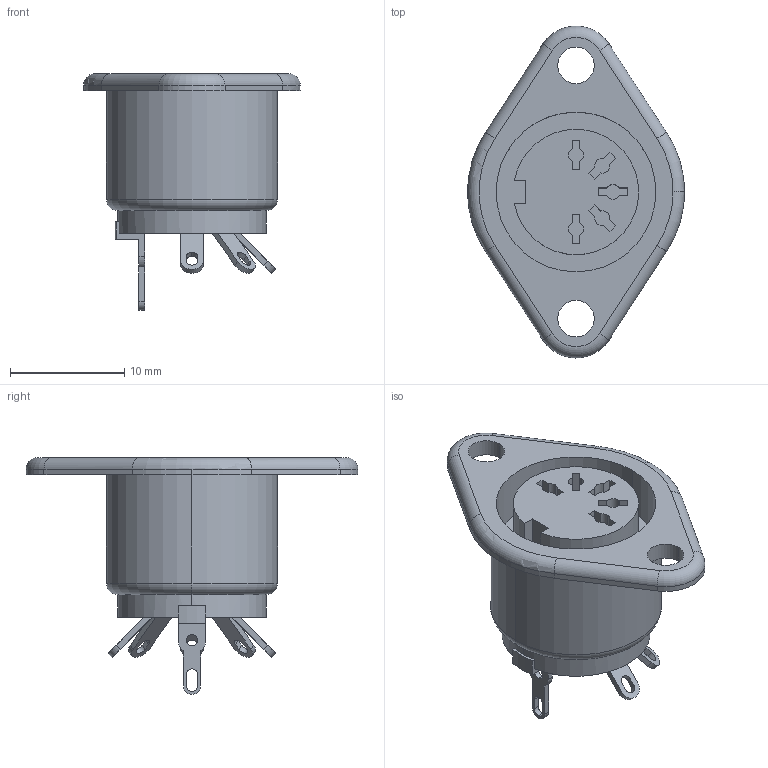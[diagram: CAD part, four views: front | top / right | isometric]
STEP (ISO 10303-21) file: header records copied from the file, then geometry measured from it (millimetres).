
FILE_DESCRIPTION (( 'STEP AP214' ), '1' );
FILE_NAME ('CUI_SD-50SN.step', '2017-08-15T23:52:03', ( '' ), ( '' ), 'SwSTEP 2.0', 'SolidWorks 2017', '' );
FILE_SCHEMA (( 'AUTOMOTIVE_DESIGN' ));
Length unit declared in the file: millimetre
Products named in the file (1): CUI_SD-50SN
Bounding box: 19 x 29.1 x 20.75 mm (x, y, z)
Volume: 2331.4 mm3; surface area: 2010.9 mm2
Topology: 1 solids, 1 shells, 158 faces, 417 edges, 274 vertices
Faces by surface type: plane 87, cylinder 64, torus 7
Entity records: 6195 total; most frequent: CARTESIAN_POINT 884, DIRECTION 866, ORIENTED_EDGE 834, EDGE_CURVE 417, AXIS2_PLACEMENT_3D 294, VECTOR 278, LINE 278, VERTEX_POINT 274
